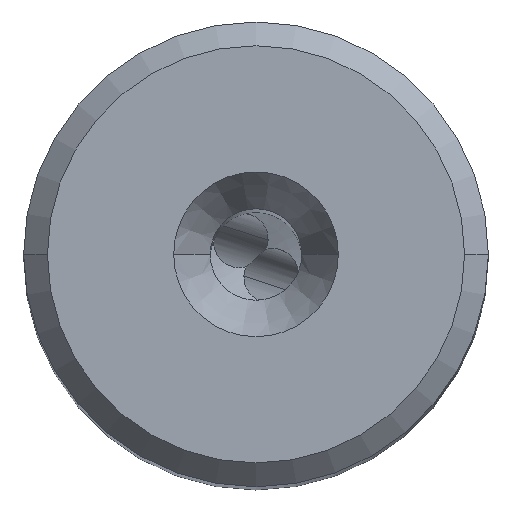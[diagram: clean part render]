
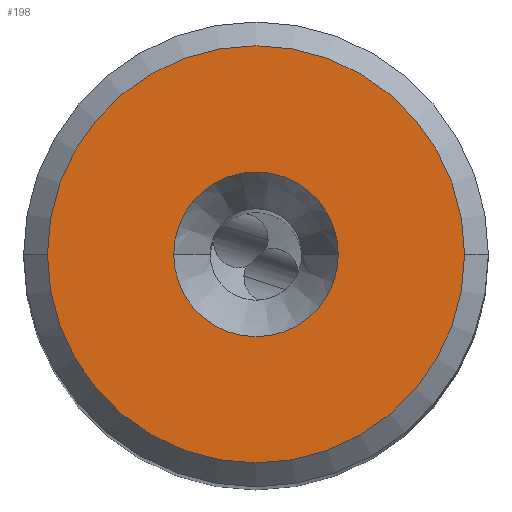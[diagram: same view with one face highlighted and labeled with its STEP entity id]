
A CAD part, top view. The second image highlights one B-rep face of the part: STEP entity #198.
In plain terms, the highlighted planar face has unit normal (0, 0, 1).
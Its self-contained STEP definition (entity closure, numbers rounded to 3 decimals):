
#109=FACE_BOUND('',#670,.T.);
#110=FACE_BOUND('',#671,.T.);
#125=PLANE('',#4038);
#198=ADVANCED_FACE('',(#109,#110),#125,.T.);
#670=EDGE_LOOP('',(#1415,#1416));
#671=EDGE_LOOP('',(#1417,#1418));
#871=CIRCLE('',#4033,4.5);
#872=CIRCLE('',#4035,11.4);
#873=CIRCLE('',#4036,11.4);
#874=CIRCLE('',#4037,4.5);
#1415=ORIENTED_EDGE('',*,*,#2949,.F.);
#1416=ORIENTED_EDGE('',*,*,#2950,.F.);
#1417=ORIENTED_EDGE('',*,*,#2951,.F.);
#1418=ORIENTED_EDGE('',*,*,#2948,.F.);
#2516=VERTEX_POINT('',#6647);
#2517=VERTEX_POINT('',#6649);
#2518=VERTEX_POINT('',#6653);
#2519=VERTEX_POINT('',#6654);
#2948=EDGE_CURVE('',#2517,#2516,#871,.T.);
#2949=EDGE_CURVE('',#2518,#2519,#872,.T.);
#2950=EDGE_CURVE('',#2519,#2518,#873,.T.);
#2951=EDGE_CURVE('',#2516,#2517,#874,.T.);
#4033=AXIS2_PLACEMENT_3D('',#6650,#4567,#4568);
#4035=AXIS2_PLACEMENT_3D('',#6652,#4571,#4572);
#4036=AXIS2_PLACEMENT_3D('',#6655,#4573,#4574);
#4037=AXIS2_PLACEMENT_3D('',#6656,#4575,#4576);
#4038=AXIS2_PLACEMENT_3D('',#6657,#4577,#4578);
#4567=DIRECTION('',(0.,0.,1.));
#4568=DIRECTION('',(1.,0.,0.));
#4571=DIRECTION('',(0.,0.,-1.));
#4572=DIRECTION('',(-1.,0.,0.));
#4573=DIRECTION('',(0.,0.,-1.));
#4574=DIRECTION('',(1.,0.,0.));
#4575=DIRECTION('',(0.,0.,1.));
#4576=DIRECTION('',(-1.,0.,0.));
#4577=DIRECTION('',(0.,0.,1.));
#4578=DIRECTION('',(1.,0.,0.));
#6647=CARTESIAN_POINT('',(-4.5,0.,0.));
#6649=CARTESIAN_POINT('',(4.5,0.,0.));
#6650=CARTESIAN_POINT('',(0.,0.,0.));
#6652=CARTESIAN_POINT('',(0.,0.,0.));
#6653=CARTESIAN_POINT('',(-11.4,0.,0.));
#6654=CARTESIAN_POINT('',(11.4,0.,0.));
#6655=CARTESIAN_POINT('',(0.,0.,0.));
#6656=CARTESIAN_POINT('',(0.,0.,0.));
#6657=CARTESIAN_POINT('',(0.,0.,0.));
